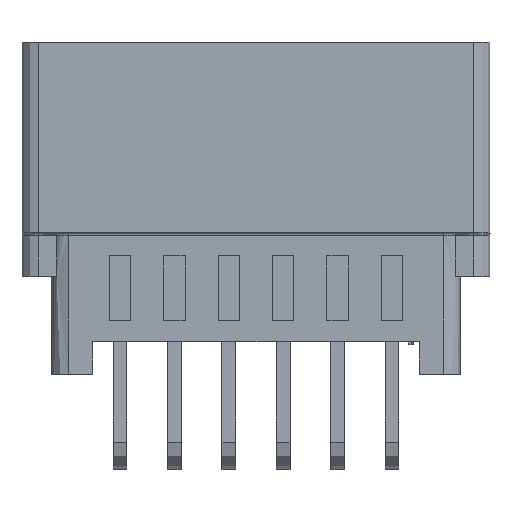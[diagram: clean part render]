
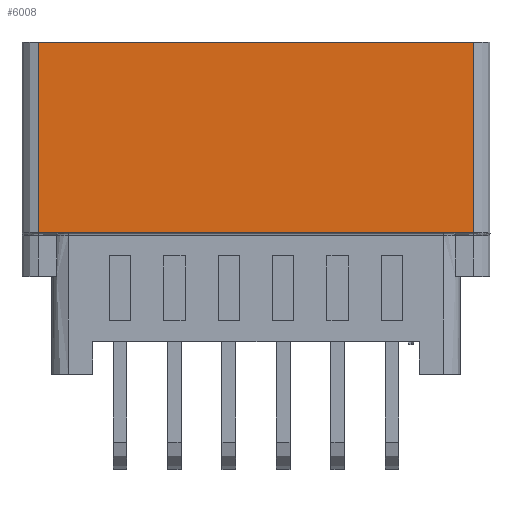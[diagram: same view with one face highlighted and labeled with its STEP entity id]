
A CAD part, top view. The second image highlights one B-rep face of the part: STEP entity #6008.
In plain terms, the highlighted planar face has unit normal (0, 0, 1).
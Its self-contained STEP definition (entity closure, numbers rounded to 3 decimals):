
#742=FACE_OUTER_BOUND('',#1096,.T.);
#1096=EDGE_LOOP('',(#5290,#5291,#5292,#5293));
#1229=LINE('',#8370,#1890);
#1575=LINE('',#9335,#2236);
#1704=LINE('',#9730,#2365);
#1705=LINE('',#9732,#2366);
#1890=VECTOR('',#6701,20.32);
#2236=VECTOR('',#7563,20.32);
#2365=VECTOR('',#7940,8.89);
#2366=VECTOR('',#7943,8.89);
#2532=VERTEX_POINT('',#8367);
#2533=VERTEX_POINT('',#8369);
#2822=VERTEX_POINT('',#9332);
#2823=VERTEX_POINT('',#9334);
#3110=EDGE_CURVE('',#2532,#2533,#1229,.T.);
#3553=EDGE_CURVE('',#2823,#2822,#1575,.T.);
#3742=EDGE_CURVE('',#2533,#2822,#1704,.T.);
#3743=EDGE_CURVE('',#2823,#2532,#1705,.T.);
#5290=ORIENTED_EDGE('',*,*,#3742,.F.);
#5291=ORIENTED_EDGE('',*,*,#3110,.F.);
#5292=ORIENTED_EDGE('',*,*,#3743,.F.);
#5293=ORIENTED_EDGE('',*,*,#3553,.T.);
#5703=PLANE('',#6489);
#6008=ADVANCED_FACE('',(#742),#5703,.T.);
#6489=AXIS2_PLACEMENT_3D('',#9731,#7941,#7942);
#6701=DIRECTION('',(-1.,0.,0.));
#7563=DIRECTION('',(-1.,0.,0.));
#7940=DIRECTION('',(0.,1.,0.));
#7941=DIRECTION('center_axis',(0.,0.,
1.));
#7942=DIRECTION('ref_axis',(0.,1.,0.));
#7943=DIRECTION('',(0.,-1.,0.));
#8367=CARTESIAN_POINT('',(10.16,8.814,9.347));
#8369=CARTESIAN_POINT('',(-10.16,8.814,9.347));
#8370=CARTESIAN_POINT('',(10.16,8.814,9.347));
#9332=CARTESIAN_POINT('',(-10.16,17.704,9.347));
#9334=CARTESIAN_POINT('',(10.16,17.704,9.347));
#9335=CARTESIAN_POINT('',(10.16,17.704,9.347));
#9730=CARTESIAN_POINT('',(-10.16,8.814,9.347));
#9731=CARTESIAN_POINT('Origin',(10.922,8.814,9.347));
#9732=CARTESIAN_POINT('',(10.16,17.704,9.347));
